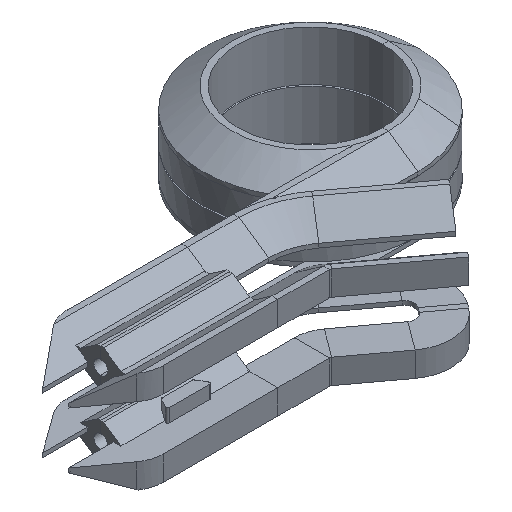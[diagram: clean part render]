
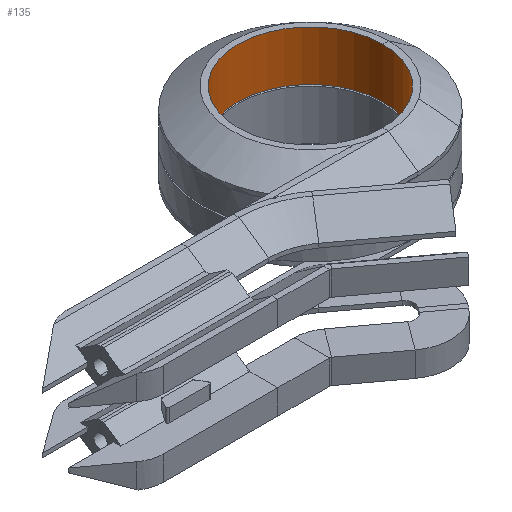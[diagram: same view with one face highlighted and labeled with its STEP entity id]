
A CAD part, isometric view. The second image highlights one B-rep face of the part: STEP entity #135.
In plain terms, the highlighted cylindrical face has radius 5.05 mm (diameter 10.1 mm), a full revolution.
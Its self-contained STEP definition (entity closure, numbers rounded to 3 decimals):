
#135=ADVANCED_FACE('',(#340),#3052,.F.);
#340=FACE_OUTER_BOUND('',#546,.T.);
#546=EDGE_LOOP('',(#1129,#1130,#1131,#1132,#1133));
#1129=ORIENTED_EDGE('',*,*,#1894,.T.);
#1130=ORIENTED_EDGE('',*,*,#1895,.F.);
#1131=ORIENTED_EDGE('',*,*,#1896,.F.);
#1132=ORIENTED_EDGE('',*,*,#1894,.F.);
#1133=ORIENTED_EDGE('',*,*,#1893,.F.);
#1893=EDGE_CURVE('',#2751,#2751,#2290,.T.);
#1894=EDGE_CURVE('',#2751,#2762,#2180,.T.);
#1895=EDGE_CURVE('',#2763,#2762,#2222,.T.);
#1896=EDGE_CURVE('',#2762,#2763,#2223,.T.);
#2180=(
BOUNDED_CURVE()
B_SPLINE_CURVE(1,(#4942,#4943),.UNSPECIFIED.,.F.,.F.)
B_SPLINE_CURVE_WITH_KNOTS((2,2),(0.,3.48),.UNSPECIFIED.)
CURVE()
GEOMETRIC_REPRESENTATION_ITEM()
RATIONAL_B_SPLINE_CURVE((1.,1.))
REPRESENTATION_ITEM('')
);
#2222=TRIMMED_CURVE($,#2291,(#4945),(#4946),.T.,.CARTESIAN.);
#2223=TRIMMED_CURVE($,#2292,(#4948),(#4949),.T.,.CARTESIAN.);
#2290=CIRCLE('',#3372,5.05);
#2291=CIRCLE('',#3373,5.05);
#2292=CIRCLE('',#3374,5.05);
#2751=VERTEX_POINT('',#4150);
#2762=VERTEX_POINT('',#4161);
#2763=VERTEX_POINT('',#4162);
#3052=CYLINDRICAL_SURFACE('',#3335,5.05);
#3335=AXIS2_PLACEMENT_3D('',#4121,#3612,$);
#3372=AXIS2_PLACEMENT_3D($,#4941,#3681,#3682);
#3373=AXIS2_PLACEMENT_3D($,#4944,#3683,#3684);
#3374=AXIS2_PLACEMENT_3D($,#4947,#3685,#3686);
#3612=DIRECTION('',(0.,0.,1.));
#3681=DIRECTION('',(0.,0.,1.));
#3682=DIRECTION('',(1.,0.,0.));
#3683=DIRECTION('',(0.,0.,-1.));
#3684=DIRECTION('',(0.,-1.,0.));
#3685=DIRECTION('',(0.,0.,-1.));
#3686=DIRECTION('',(1.,0.,0.));
#4121=CARTESIAN_POINT('',(24.985,-33.35,0.945));
#4150=CARTESIAN_POINT('',(30.035,-33.35,-0.795));
#4161=CARTESIAN_POINT('',(30.035,-33.35,2.685));
#4162=CARTESIAN_POINT('',(24.985,-38.4,2.685));
#4941=CARTESIAN_POINT('',(24.985,-33.35,-0.795));
#4942=CARTESIAN_POINT('',(30.035,-33.35,-0.795));
#4943=CARTESIAN_POINT('',(30.035,-33.35,2.685));
#4944=CARTESIAN_POINT('',(24.985,-33.35,2.685));
#4945=CARTESIAN_POINT('',(24.985,-38.4,2.685));
#4946=CARTESIAN_POINT('',(30.035,-33.35,2.685));
#4947=CARTESIAN_POINT('',(24.985,-33.35,2.685));
#4948=CARTESIAN_POINT('',(30.035,-33.35,2.685));
#4949=CARTESIAN_POINT('',(24.985,-38.4,2.685));
